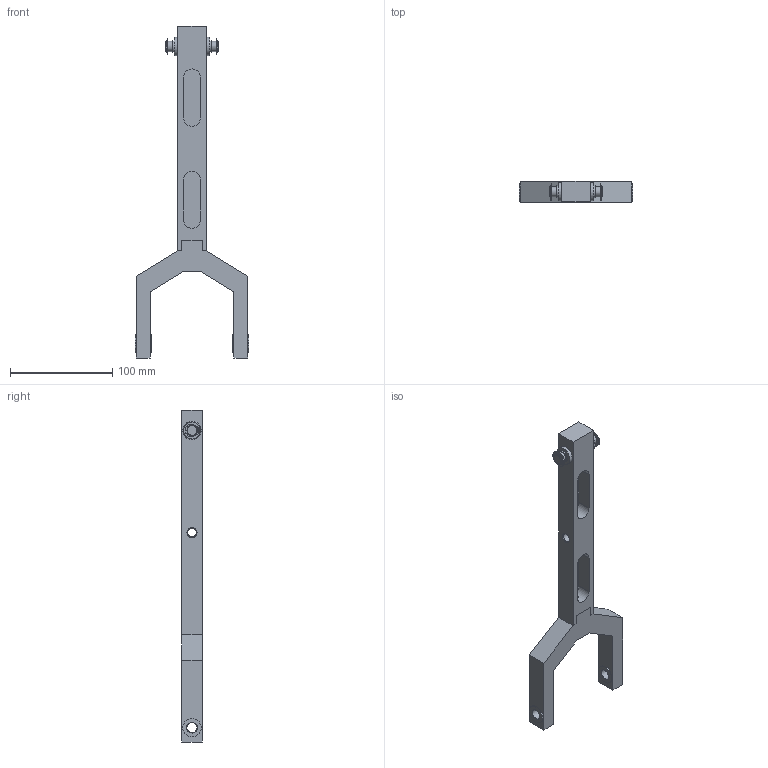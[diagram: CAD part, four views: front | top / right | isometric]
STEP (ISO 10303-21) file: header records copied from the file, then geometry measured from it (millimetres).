
FILE_DESCRIPTION(/* description */ (''),/* implementation_level */ '2;1');
FILE_NAME(/* name */ 'Upper_Link.stp',/* time_stamp */ '2025-02-27T10:54:51+01:00',/* author */ ('12064'),/* organization */ (''),/* preprocessor_version */ 'ST-DEVELOPER v19.2',/* originating_system */ 'Autodesk Inventor 2024',/* authorisation */ '');
FILE_SCHEMA (('AUTOMOTIVE_DESIGN { 1 0 10303 214 3 1 1 }'));
Length unit declared in the file: millimetre
Products named in the file (6): Adaptationhorizontalachse_obereGabel_Assembly_Rillenkugellager; Adaptationhorizontalachse_Rillenkugellager; ParallelMecha_Gabel_Connection_JointShaft_Rillenkugellager; SKF_PPMF 101207; circlips_din471_10_1; din_988_10_x_16_x_0_10
Assembly tree (11 placements, depth 2):
  Adaptationhorizontalachse_obereGabel_Assembly_Rillenkugellager
    Adaptationhorizontalachse_Rillenkugellager
    ParallelMecha_Gabel_Connection_JointShaft_Rillenkugellager  x2
    SKF_PPMF 101207  x4
    circlips_din471_10_1  x2
    din_988_10_x_16_x_0_10  x2
Bounding box: 111 x 20 x 324.82 mm (x, y, z)
Volume: 181539.2 mm3; surface area: 55064.5 mm2
Topology: 12 solids, 12 shells, 152 faces, 323 edges, 220 vertices
Faces by surface type: plane 77, cylinder 51, cone 24
Full cylindrical faces by diameter (mm): 1.5 x4, 4.134 x1, 5.5 x1, 8.376 x2, 9.6 x2, 10 x13, 11.5 x2, 12 x6, 16 x2, 18 x6
Entity records: 3081 total; most frequent: CARTESIAN_POINT 514, DIRECTION 512, ORIENTED_EDGE 430, EDGE_CURVE 215, AXIS2_PLACEMENT_3D 187, VERTEX_POINT 141, LINE 138, VECTOR 138
